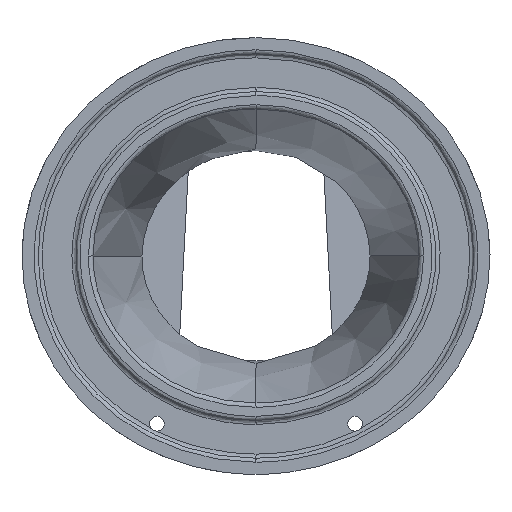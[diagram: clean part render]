
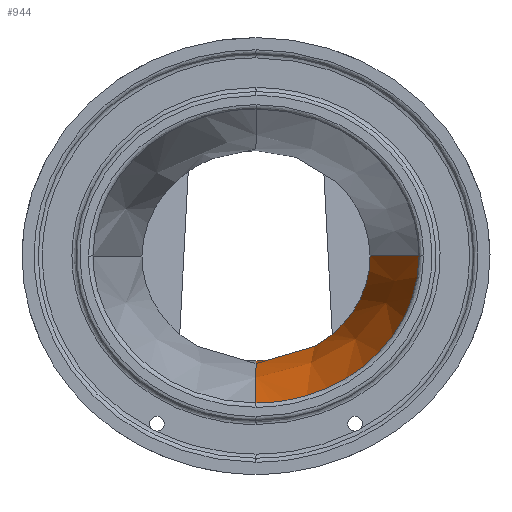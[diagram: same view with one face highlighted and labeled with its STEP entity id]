
A CAD part, front view. The second image highlights one B-rep face of the part: STEP entity #944.
In plain terms, the highlighted free-form (B-spline) face has degree [3, 3] with [9, 5] control points.
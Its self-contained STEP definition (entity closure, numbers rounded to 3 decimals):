
#548=(
BOUNDED_CURVE()
B_SPLINE_CURVE(3,(#32510,#32511,#32512,#32513,#32514,#32515,#32516,#32517,
#32518,#32519,#32520,#32521,#32522,#32523,#32524,#32525,#32526,#32527,#32528,
#32529,#32530,#32531),.UNSPECIFIED.,.F.,.F.)
B_SPLINE_CURVE_WITH_KNOTS((4,1,1,1,1,1,1,1,1,1,1,1,1,1,1,1,1,1,1,4),(0.,
0.047,0.093,0.136,0.178,
0.22,0.263,0.306,0.348,
0.391,0.437,0.489,0.547,
0.611,0.681,0.754,0.826,
0.893,0.953,1.),.UNSPECIFIED.)
CURVE()
GEOMETRIC_REPRESENTATION_ITEM()
RATIONAL_B_SPLINE_CURVE((1.123,1.123,1.123,1.123,
1.123,1.123,1.123,1.123,1.123,
1.123,1.123,1.123,1.123,1.123,
1.123,1.123,1.123,1.123,1.123,
1.123,1.123,1.123))
REPRESENTATION_ITEM('')
);
#944=ADVANCED_FACE('',(#1267),#997,.T.);
#997=B_SPLINE_SURFACE_WITH_KNOTS('',3,3,((#33045,#33046,#33047,#33048,#33049),
(#33050,#33051,#33052,#33053,#33054),(#33055,#33056,#33057,#33058,#33059),
(#33060,#33061,#33062,#33063,#33064),(#33065,#33066,#33067,#33068,#33069),
(#33070,#33071,#33072,#33073,#33074),(#33075,#33076,#33077,#33078,#33079),
(#33080,#33081,#33082,#33083,#33084),(#33085,#33086,#33087,#33088,#33089)),
 .UNSPECIFIED.,.F.,.F.,.F.,(4,1,1,1,1,1,4),(4,1,4),(0.,0.125,
0.25,0.5,0.75,0.875,
1.),(0.,0.431,1.),.UNSPECIFIED.);
#1267=FACE_OUTER_BOUND('',#1570,.T.);
#1570=EDGE_LOOP('',(#2848,#2849,#2850,#2851,#2852,#2853));
#2848=ORIENTED_EDGE('',*,*,#3951,.T.);
#2849=ORIENTED_EDGE('',*,*,#3952,.F.);
#2850=ORIENTED_EDGE('',*,*,#3953,.T.);
#2851=ORIENTED_EDGE('',*,*,#3954,.F.);
#2852=ORIENTED_EDGE('',*,*,#3939,.T.);
#2853=ORIENTED_EDGE('',*,*,#3936,.F.);
#3285=VERTEX_POINT('',#32424);
#3286=VERTEX_POINT('',#32532);
#3287=VERTEX_POINT('',#32738);
#3296=VERTEX_POINT('',#32942);
#3297=VERTEX_POINT('',#33031);
#3298=VERTEX_POINT('',#33036);
#3936=EDGE_CURVE('',#3285,#3286,#548,.T.);
#3939=EDGE_CURVE('',#3287,#3286,#4381,.T.);
#3951=EDGE_CURVE('',#3285,#3296,#4393,.T.);
#3952=EDGE_CURVE('',#3297,#3296,#4394,.T.);
#3953=EDGE_CURVE('',#3297,#3298,#4395,.T.);
#3954=EDGE_CURVE('',#3287,#3298,#4396,.T.);
#4381=B_SPLINE_CURVE_WITH_KNOTS('',3,(#32732,#32733,#32734,#32735,#32736,
#32737),.UNSPECIFIED.,.F.,.F.,(4,1,1,4),(0.,0.11,0.561,
1.),.UNSPECIFIED.);
#4393=B_SPLINE_CURVE_WITH_KNOTS('',3,(#32943,#32944,#32945,#32946,#32947,
#32948),.UNSPECIFIED.,.F.,.F.,(4,1,1,4),(0.,0.429,0.875,
1.),.UNSPECIFIED.);
#4394=B_SPLINE_CURVE_WITH_KNOTS('',3,(#33021,#33022,#33023,#33024,#33025,
#33026,#33027,#33028,#33029,#33030),.UNSPECIFIED.,.F.,.F.,(4,2,2,2,4),(0.,
0.25,0.5,0.75,1.),.UNSPECIFIED.);
#4395=B_SPLINE_CURVE_WITH_KNOTS('',3,(#33032,#33033,#33034,#33035),
 .UNSPECIFIED.,.F.,.F.,(4,4),(0.,1.),.UNSPECIFIED.);
#4396=B_SPLINE_CURVE_WITH_KNOTS('',3,(#33037,#33038,#33039,#33040,#33041,
#33042,#33043,#33044),.UNSPECIFIED.,.F.,.F.,(4,2,2,4),(0.,0.5,0.75,1.),
 .UNSPECIFIED.);
#32424=CARTESIAN_POINT('',(104.469,-742.662,90.));
#32510=CARTESIAN_POINT('',(104.469,-742.662,90.));
#32511=CARTESIAN_POINT('',(104.469,-742.662,87.579));
#32512=CARTESIAN_POINT('',(104.258,-742.664,82.744));
#32513=CARTESIAN_POINT('',(103.352,-742.675,75.763));
#32514=CARTESIAN_POINT('',(101.938,-742.691,69.119));
#32515=CARTESIAN_POINT('',(100.076,-742.71,62.788));
#32516=CARTESIAN_POINT('',(97.731,-742.734,56.591));
#32517=CARTESIAN_POINT('',(94.909,-742.76,50.559));
#32518=CARTESIAN_POINT('',(91.663,-742.789,44.777));
#32519=CARTESIAN_POINT('',(88.006,-742.82,39.232));
#32520=CARTESIAN_POINT('',(83.856,-742.854,33.806));
#32521=CARTESIAN_POINT('',(79.004,-742.89,28.327));
#32522=CARTESIAN_POINT('',(73.174,-742.931,22.692));
#32523=CARTESIAN_POINT('',(66.133,-742.975,16.973));
#32524=CARTESIAN_POINT('',(57.784,-743.02,11.386));
#32525=CARTESIAN_POINT('',(48.236,-743.063,6.272));
#32526=CARTESIAN_POINT('',(37.858,-743.102,2.011));
#32527=CARTESIAN_POINT('',(27.254,-743.131,-1.12));
#32528=CARTESIAN_POINT('',(17.057,-743.149,-3.093));
#32529=CARTESIAN_POINT('',(8.028,-743.158,-4.042));
#32530=CARTESIAN_POINT('',(2.443,-743.16,-4.222));
#32531=CARTESIAN_POINT('',(0.,-743.16,-4.222));
#32532=CARTESIAN_POINT('',(0.,-743.16,-4.222));
#32732=CARTESIAN_POINT('',(0.,-593.16,22.698));
#32733=CARTESIAN_POINT('',(0.,-598.77,22.935));
#32734=CARTESIAN_POINT('',(0.,-627.518,23.449));
#32735=CARTESIAN_POINT('',(0.,-678.694,18.036));
#32736=CARTESIAN_POINT('',(0.,-722.443,4.464));
#32737=CARTESIAN_POINT('',(0.,-743.16,-4.222));
#32738=CARTESIAN_POINT('',(0.,-593.16,22.698));
#32942=CARTESIAN_POINT('',(73.104,-590.709,90.));
#32943=CARTESIAN_POINT('',(104.469,-742.662,90.));
#32944=CARTESIAN_POINT('',(99.985,-722.835,90.));
#32945=CARTESIAN_POINT('',(90.96,-679.392,90.));
#32946=CARTESIAN_POINT('',(80.342,-626.552,90.));
#32947=CARTESIAN_POINT('',(74.395,-597.089,90.));
#32948=CARTESIAN_POINT('',(73.104,-590.709,90.));
#33021=CARTESIAN_POINT('',(48.909,-592.46,39.874));
#33022=CARTESIAN_POINT('',(52.627,-592.352,42.957));
#33023=CARTESIAN_POINT('',(55.996,-592.234,46.343));
#33024=CARTESIAN_POINT('',(61.953,-591.974,53.794));
#33025=CARTESIAN_POINT('',(64.559,-591.83,57.916));
#33026=CARTESIAN_POINT('',(68.771,-591.53,66.499));
#33027=CARTESIAN_POINT('',(70.387,-591.374,70.979));
#33028=CARTESIAN_POINT('',(72.609,-591.047,80.326));
#33029=CARTESIAN_POINT('',(73.139,-590.878,85.161));
#33030=CARTESIAN_POINT('',(73.104,-590.709,90.));
#33031=CARTESIAN_POINT('',(48.909,-592.46,39.874));
#33032=CARTESIAN_POINT('',(48.909,-592.46,39.874));
#33033=CARTESIAN_POINT('',(48.597,-592.535,39.611));
#33034=CARTESIAN_POINT('',(48.276,-592.578,39.346));
#33035=CARTESIAN_POINT('',(47.952,-592.587,39.087));
#33036=CARTESIAN_POINT('',(47.954,-592.587,39.085));
#33037=CARTESIAN_POINT('',(0.,-593.16,22.698));
#33038=CARTESIAN_POINT('',(8.688,-593.16,22.696));
#33039=CARTESIAN_POINT('',(17.128,-593.113,24.046));
#33040=CARTESIAN_POINT('',(29.402,-592.968,28.18));
#33041=CARTESIAN_POINT('',(33.406,-592.908,29.908));
#33042=CARTESIAN_POINT('',(40.966,-592.765,33.995));
#33043=CARTESIAN_POINT('',(44.557,-592.682,36.37));
#33044=CARTESIAN_POINT('',(47.952,-592.587,39.087));
#33045=CARTESIAN_POINT('',(0.,-743.16,-4.222));
#33046=CARTESIAN_POINT('',(0.,-722.443,4.464));
#33047=CARTESIAN_POINT('',(0.,-672.488,19.961));
#33048=CARTESIAN_POINT('',(0.,-620.165,24.047));
#33049=CARTESIAN_POINT('',(0.,-590.602,22.581));
#33050=CARTESIAN_POINT('',(6.791,-743.166,-4.225));
#33051=CARTESIAN_POINT('',(6.661,-722.51,4.437));
#33052=CARTESIAN_POINT('',(6.373,-672.565,19.955));
#33053=CARTESIAN_POINT('',(6.055,-620.143,24.049));
#33054=CARTESIAN_POINT('',(5.889,-590.611,22.579));
#33055=CARTESIAN_POINT('',(20.457,-743.176,-3.015));
#33056=CARTESIAN_POINT('',(19.862,-722.634,5.533));
#33057=CARTESIAN_POINT('',(18.518,-672.711,20.99));
#33058=CARTESIAN_POINT('',(17.088,-620.102,25.179));
#33059=CARTESIAN_POINT('',(16.318,-590.628,23.81));
#33060=CARTESIAN_POINT('',(46.647,-743.194,4.121));
#33061=CARTESIAN_POINT('',(44.812,-722.85,11.966));
#33062=CARTESIAN_POINT('',(40.634,-672.963,26.347));
#33063=CARTESIAN_POINT('',(36.275,-620.032,30.416));
#33064=CARTESIAN_POINT('',(33.888,-590.657,29.288));
#33065=CARTESIAN_POINT('',(75.664,-743.211,21.5));
#33066=CARTESIAN_POINT('',(72.162,-723.058,27.489));
#33067=CARTESIAN_POINT('',(64.158,-673.205,38.498));
#33068=CARTESIAN_POINT('',(55.881,-619.963,41.42));
#33069=CARTESIAN_POINT('',(51.313,-590.685,40.378));
#33070=CARTESIAN_POINT('',(95.174,-743.222,47.672));
#33071=CARTESIAN_POINT('',(90.742,-723.182,50.902));
#33072=CARTESIAN_POINT('',(80.605,-673.35,56.664));
#33073=CARTESIAN_POINT('',(70.14,-619.923,57.478));
#33074=CARTESIAN_POINT('',(64.356,-590.702,56.286));
#33075=CARTESIAN_POINT('',(103.219,-743.226,71.407));
#33076=CARTESIAN_POINT('',(98.634,-723.232,72.539));
#33077=CARTESIAN_POINT('',(88.15,-673.408,74.414));
#33078=CARTESIAN_POINT('',(77.316,-619.906,74.13));
#33079=CARTESIAN_POINT('',(71.333,-590.708,73.246));
#33080=CARTESIAN_POINT('',(104.597,-743.227,83.816));
#33081=CARTESIAN_POINT('',(100.069,-723.24,84.097));
#33082=CARTESIAN_POINT('',(89.717,-673.418,84.498));
#33083=CARTESIAN_POINT('',(79.012,-619.904,84.18));
#33084=CARTESIAN_POINT('',(73.104,-590.709,83.758));
#33085=CARTESIAN_POINT('',(104.597,-743.227,90.));
#33086=CARTESIAN_POINT('',(100.069,-723.24,90.));
#33087=CARTESIAN_POINT('',(89.717,-673.418,90.));
#33088=CARTESIAN_POINT('',(79.012,-619.904,90.));
#33089=CARTESIAN_POINT('',(73.104,-590.709,90.));
